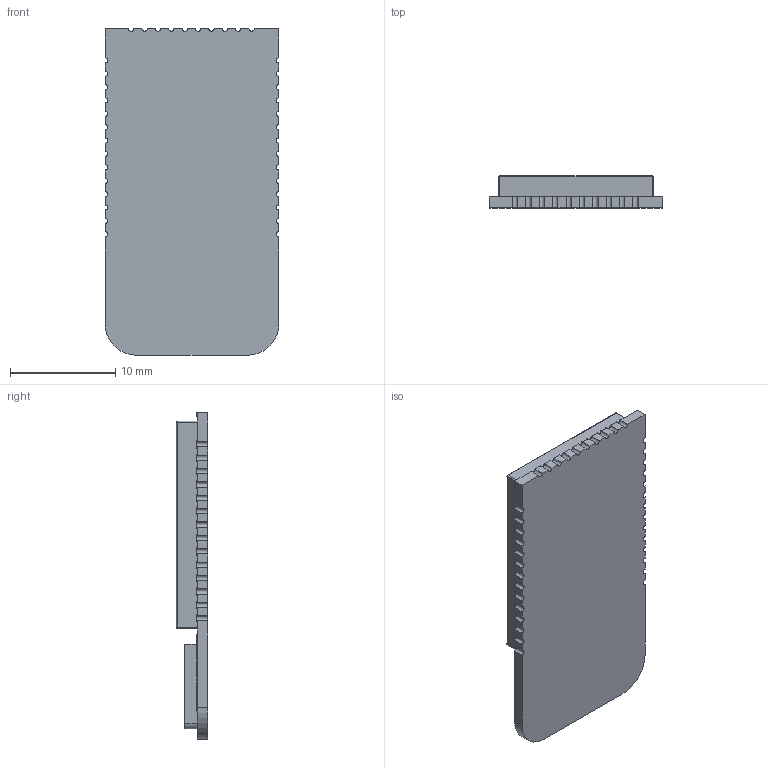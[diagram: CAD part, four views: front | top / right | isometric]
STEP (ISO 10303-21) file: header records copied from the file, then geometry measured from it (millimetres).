
FILE_DESCRIPTION (( 'STEP AP214' ), '1' );
FILE_NAME ('DWM1004C.STEP', '2024-08-20T11:13:42', ( '' ), ( '' ), 'SwSTEP 2.0', 'SolidWorks 2024', '' );
FILE_SCHEMA (( 'AUTOMOTIVE_DESIGN' ));
Length unit declared in the file: millimetre
Products named in the file (1): DWM1004C
Bounding box: 16.5 x 3 x 31 mm (x, y, z)
Volume: 1140.7 mm3; surface area: 1287.6 mm2
Topology: 1 solids, 1 shells, 471 faces, 1300 edges, 860 vertices
Faces by surface type: plane 265, cylinder 103, bspline 103
Entity records: 22258 total; most frequent: CARTESIAN_POINT 8499, ORIENTED_EDGE 2592, DIRECTION 2042, EDGE_CURVE 1296, VECTOR 892, LINE 892, VERTEX_POINT 860, AXIS2_PLACEMENT_3D 575
